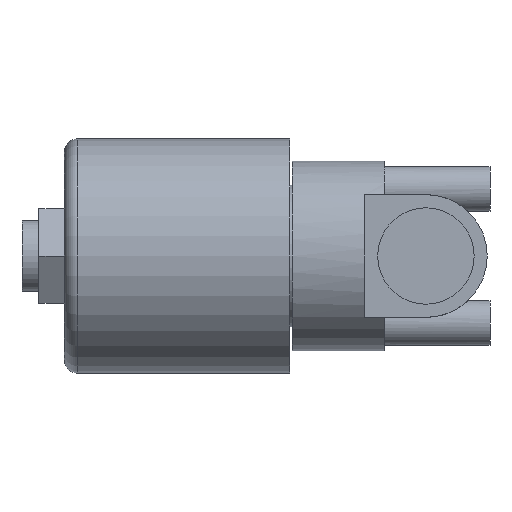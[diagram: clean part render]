
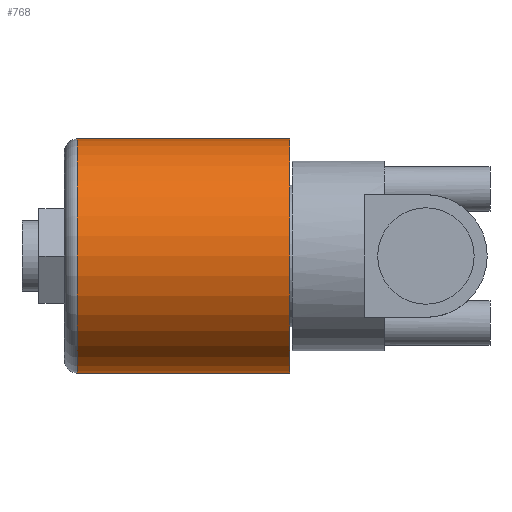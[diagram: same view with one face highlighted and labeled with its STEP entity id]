
A CAD part, left-side view. The second image highlights one B-rep face of the part: STEP entity #768.
In plain terms, the highlighted cylindrical face has radius 21 mm (diameter 42 mm), a partial arc.
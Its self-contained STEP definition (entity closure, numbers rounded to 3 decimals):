
#25 = CARTESIAN_POINT ( 'NONE',  ( 0., 45.66, -21. ) ) ;
#45 = ORIENTED_EDGE ( 'NONE', *, *, #1543, .F. ) ;
#49 = DIRECTION ( 'NONE',  ( 0., 0., 1. ) ) ;
#56 = VERTEX_POINT ( 'NONE', #1697 ) ;
#313 = CARTESIAN_POINT ( 'NONE',  ( 0., 47.96, 21. ) ) ;
#352 = DIRECTION ( 'NONE',  ( 0., 0., 1. ) ) ;
#371 = AXIS2_PLACEMENT_3D ( 'NONE', #2047, #384, #352 ) ;
#384 = DIRECTION ( 'NONE',  ( 0., 1., 0. ) ) ;
#389 = VECTOR ( 'NONE', #1713, 1000. ) ;
#481 = VERTEX_POINT ( 'NONE', #1820 ) ;
#565 = DIRECTION ( 'NONE',  ( 0., -1., 0. ) ) ;
#639 = DIRECTION ( 'NONE',  ( 0., 0., -1. ) ) ;
#768 = ADVANCED_FACE ( 'NONE', ( #1005 ), #1879, .T. ) ;
#911 = LINE ( 'NONE', #1952, #1255 ) ;
#928 = EDGE_CURVE ( 'NONE', #56, #481, #1478, .T. ) ;
#962 = AXIS2_PLACEMENT_3D ( 'NONE', #1584, #1929, #49 ) ;
#973 = CARTESIAN_POINT ( 'NONE',  ( 0., 47.96, 0. ) ) ;
#1001 = EDGE_CURVE ( 'NONE', #2185, #56, #911, .T. ) ;
#1005 = FACE_OUTER_BOUND ( 'NONE', #1802, .T. ) ;
#1062 = CIRCLE ( 'NONE', #962, 21. ) ;
#1140 = DIRECTION ( 'NONE',  ( 0., -1., 0. ) ) ;
#1152 = LINE ( 'NONE', #313, #389 ) ;
#1255 = VECTOR ( 'NONE', #565, 1000. ) ;
#1391 = ORIENTED_EDGE ( 'NONE', *, *, #928, .T. ) ;
#1478 = CIRCLE ( 'NONE', #371, 21. ) ;
#1543 = EDGE_CURVE ( 'NONE', #1986, #481, #1152, .T. ) ;
#1580 = ORIENTED_EDGE ( 'NONE', *, *, #1001, .T. ) ;
#1584 = CARTESIAN_POINT ( 'NONE',  ( 0., 45.66, 0. ) ) ;
#1697 = CARTESIAN_POINT ( 'NONE',  ( 0., 7.56, -21. ) ) ;
#1713 = DIRECTION ( 'NONE',  ( 0., -1., 0. ) ) ;
#1802 = EDGE_LOOP ( 'NONE', ( #45, #1895, #1580, #1391 ) ) ;
#1820 = CARTESIAN_POINT ( 'NONE',  ( 0., 7.56, 21. ) ) ;
#1879 = CYLINDRICAL_SURFACE ( 'NONE', #2094, 21. ) ;
#1895 = ORIENTED_EDGE ( 'NONE', *, *, #2023, .T. ) ;
#1929 = DIRECTION ( 'NONE',  ( 0., -1., 0. ) ) ;
#1952 = CARTESIAN_POINT ( 'NONE',  ( 0., 47.96, -21. ) ) ;
#1986 = VERTEX_POINT ( 'NONE', #2204 ) ;
#2023 = EDGE_CURVE ( 'NONE', #1986, #2185, #1062, .T. ) ;
#2047 = CARTESIAN_POINT ( 'NONE',  ( 0., 7.56, 0. ) ) ;
#2094 = AXIS2_PLACEMENT_3D ( 'NONE', #973, #1140, #639 ) ;
#2185 = VERTEX_POINT ( 'NONE', #25 ) ;
#2204 = CARTESIAN_POINT ( 'NONE',  ( 0., 45.66, 21. ) ) ;
